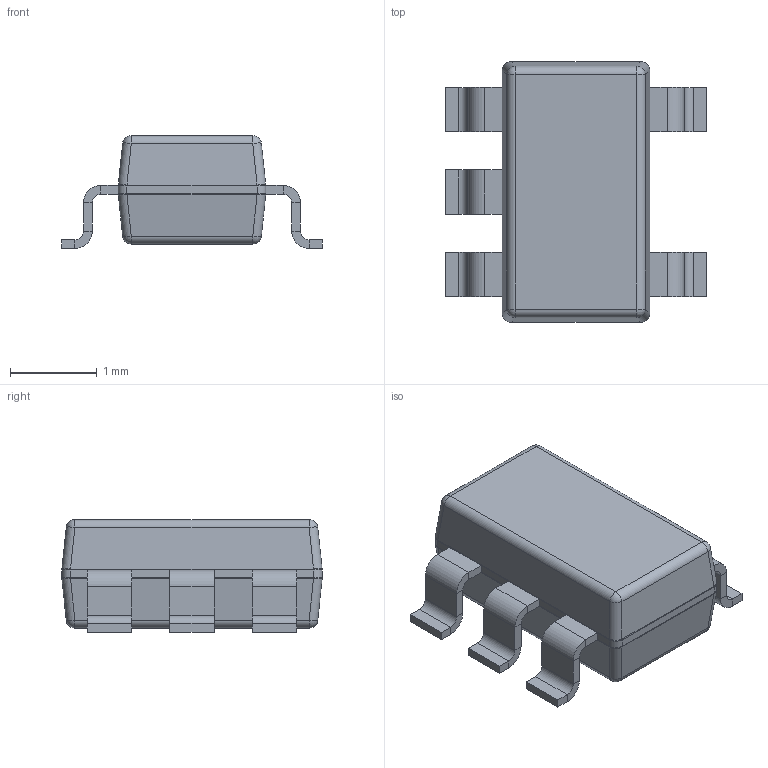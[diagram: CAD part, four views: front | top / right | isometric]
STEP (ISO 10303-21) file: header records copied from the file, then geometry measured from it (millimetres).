
FILE_DESCRIPTION(('Open CASCADE Model'),'2;1');
FILE_NAME('Open CASCADE Shape Model','2022-01-04T15:01:32',('Author'),( 'Open CASCADE'),'Open CASCADE STEP processor 6.8','Open CASCADE 6.8' ,'Unknown');
FILE_SCHEMA(('AUTOMOTIVE_DESIGN { 1 0 10303 214 1 1 1 1 }'));
Length unit declared in the file: millimetre
Products named in the file (4): SOT23-5.step; Body; Open CASCADE STEP translator 6.8 70.1.1; Leader
Assembly tree (7 placements, depth 3):
  SOT23-5.step
    Body
      Open CASCADE STEP translator 6.8 70.1.1
    Leader  x5
Bounding box: 3 x 3 x 1.3 mm (x, y, z)
Volume: 6.3 mm3; surface area: 27.3 mm2
Topology: 6 solids, 6 shells, 168 faces, 340 edges, 176 vertices
Faces by surface type: plane 104, cylinder 48, sphere 8, bspline 8
Entity records: 2716 total; most frequent: CARTESIAN_POINT 1076, DIRECTION 316, ORIENTED_EDGE 312, EDGE_CURVE 156, AXIS2_PLACEMENT_3D 112, LINE 92, VECTOR 92, ADVANCED_FACE 80
